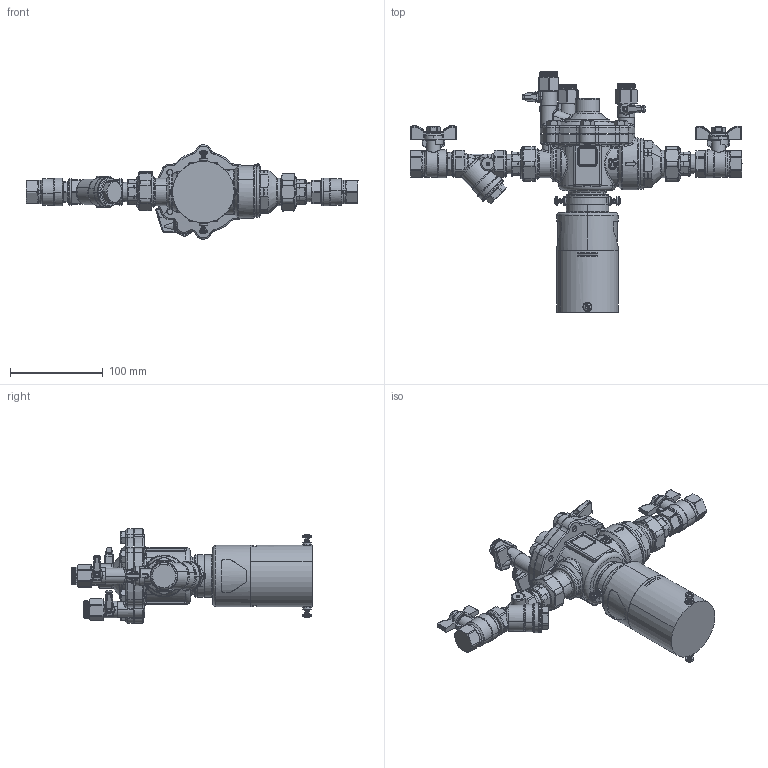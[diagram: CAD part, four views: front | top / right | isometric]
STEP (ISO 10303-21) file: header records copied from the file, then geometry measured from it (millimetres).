
FILE_DESCRIPTION(('CATIA V5 STEP Exchange'),'2;1');
FILE_NAME('STEP_570004_-_TST.stp','2018-10-10T11:35:14+00:00',('none'),('none'),'CATIA Version 5-6 Release 2016 SP4','CATIA V5 STEP AP203','none');
FILE_SCHEMA(('CONFIG_CONTROL_DESIGN'));
Length unit declared in the file: millimetre
Products named in the file (1): 570004
Bounding box: 357 x 258.31 x 101.5 mm (x, y, z)
Volume: 1081314.1 mm3; surface area: 142457.2 mm2
Topology: 4 solids, 10 shells, 5481 faces, 14221 edges, 8707 vertices
Faces by surface type: bspline 2109, plane 1712, cylinder 1038, cone 254, torus 198, sphere 134, revolution 36
Entity records: 236778 total; most frequent: CARTESIAN_POINT 131201, ORIENTED_EDGE 28082, EDGE_CURVE 14041, DIRECTION 11671, VERTEX_POINT 8702, B_SPLINE_CURVE_WITH_KNOTS 6470, EDGE_LOOP 5635, ADVANCED_FACE 5481
